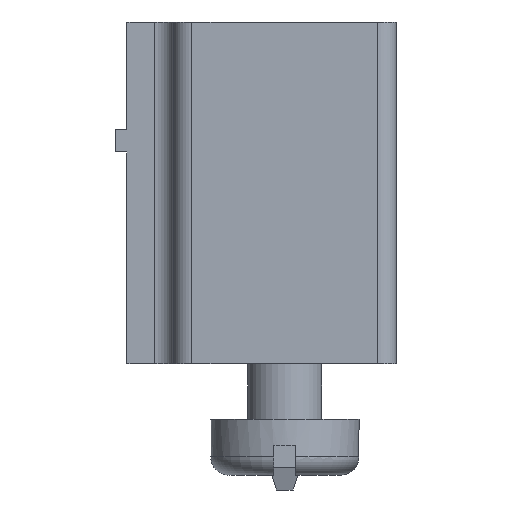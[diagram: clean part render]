
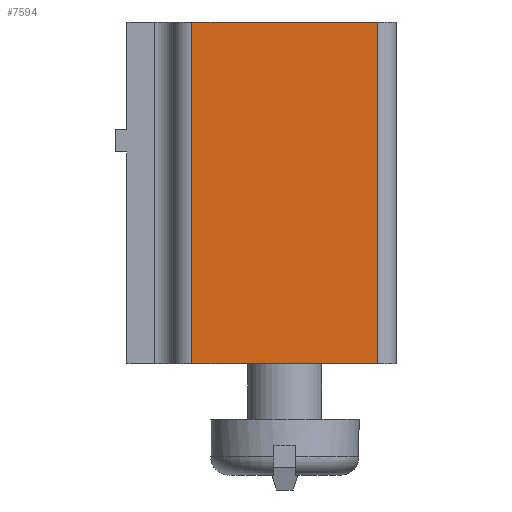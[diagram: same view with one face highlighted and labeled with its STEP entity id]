
A CAD part, left-side view. The second image highlights one B-rep face of the part: STEP entity #7594.
In plain terms, the highlighted planar face has unit normal (-1, 0, 0).
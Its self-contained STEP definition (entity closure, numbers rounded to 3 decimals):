
#44 = PLANE('',#45);
#45 = AXIS2_PLACEMENT_3D('',#46,#47,#48);
#46 = CARTESIAN_POINT('',(-7.1,-3.,0.));
#47 = DIRECTION('',(0.,0.,-1.));
#48 = DIRECTION('',(-1.,0.,0.));
#72 = CYLINDRICAL_SURFACE('',#73,0.5);
#73 = AXIS2_PLACEMENT_3D('',#74,#75,#76);
#74 = CARTESIAN_POINT('',(-6.6,-2.5,0.));
#75 = DIRECTION('',(0.,0.,1.));
#76 = DIRECTION('',(0.,-1.,0.));
#100 = PLANE('',#101);
#101 = AXIS2_PLACEMENT_3D('',#102,#103,#104);
#102 = CARTESIAN_POINT('',(-7.1,-3.,9.2));
#103 = DIRECTION('',(0.,0.,-1.));
#104 = DIRECTION('',(-1.,0.,0.));
#143 = VERTEX_POINT('',#144);
#144 = CARTESIAN_POINT('',(-7.1,-2.5,0.));
#166 = EDGE_CURVE('',#167,#143,#169,.T.);
#167 = VERTEX_POINT('',#168);
#168 = CARTESIAN_POINT('',(-7.1,2.5,0.));
#169 = SURFACE_CURVE('',#170,(#174,#181),.PCURVE_S1.);
#170 = LINE('',#171,#172);
#171 = CARTESIAN_POINT('',(-7.1,3.,0.));
#172 = VECTOR('',#173,1.);
#173 = DIRECTION('',(0.,-1.,0.));
#174 = PCURVE('',#44,#175);
#175 = DEFINITIONAL_REPRESENTATION('',(#176),#180);
#176 = LINE('',#177,#178);
#177 = CARTESIAN_POINT('',(0.,6.));
#178 = VECTOR('',#179,1.);
#179 = DIRECTION('',(0.,-1.));
#180 = ( GEOMETRIC_REPRESENTATION_CONTEXT(2)
PARAMETRIC_REPRESENTATION_CONTEXT() REPRESENTATION_CONTEXT('2D SPACE',''
) );
#181 = PCURVE('',#182,#187);
#182 = PLANE('',#183);
#183 = AXIS2_PLACEMENT_3D('',#184,#185,#186);
#184 = CARTESIAN_POINT('',(-7.1,3.,0.));
#185 = DIRECTION('',(1.,0.,0.));
#186 = DIRECTION('',(0.,-1.,0.));
#187 = DEFINITIONAL_REPRESENTATION('',(#188),#192);
#188 = LINE('',#189,#190);
#189 = CARTESIAN_POINT('',(0.,0.));
#190 = VECTOR('',#191,1.);
#191 = DIRECTION('',(1.,0.));
#192 = ( GEOMETRIC_REPRESENTATION_CONTEXT(2)
PARAMETRIC_REPRESENTATION_CONTEXT() REPRESENTATION_CONTEXT('2D SPACE',''
) );
#215 = CYLINDRICAL_SURFACE('',#216,0.5);
#216 = AXIS2_PLACEMENT_3D('',#217,#218,#219);
#217 = CARTESIAN_POINT('',(-6.6,2.5,0.));
#218 = DIRECTION('',(0.,0.,1.));
#219 = DIRECTION('',(0.,1.,0.));
#1956 = EDGE_CURVE('',#143,#1957,#1959,.T.);
#1957 = VERTEX_POINT('',#1958);
#1958 = CARTESIAN_POINT('',(-7.1,-2.5,9.2));
#1959 = SURFACE_CURVE('',#1960,(#1964,#1971),.PCURVE_S1.);
#1960 = LINE('',#1961,#1962);
#1961 = CARTESIAN_POINT('',(-7.1,-2.5,0.));
#1962 = VECTOR('',#1963,1.);
#1963 = DIRECTION('',(0.,0.,1.));
#1964 = PCURVE('',#72,#1965);
#1965 = DEFINITIONAL_REPRESENTATION('',(#1966),#1970);
#1966 = LINE('',#1967,#1968);
#1967 = CARTESIAN_POINT('',(-1.571,0.));
#1968 = VECTOR('',#1969,1.);
#1969 = DIRECTION('',(0.,1.));
#1970 = ( GEOMETRIC_REPRESENTATION_CONTEXT(2)
PARAMETRIC_REPRESENTATION_CONTEXT() REPRESENTATION_CONTEXT('2D SPACE',''
) );
#1971 = PCURVE('',#182,#1972);
#1972 = DEFINITIONAL_REPRESENTATION('',(#1973),#1977);
#1973 = LINE('',#1974,#1975);
#1974 = CARTESIAN_POINT('',(5.5,0.));
#1975 = VECTOR('',#1976,1.);
#1976 = DIRECTION('',(0.,-1.));
#1977 = ( GEOMETRIC_REPRESENTATION_CONTEXT(2)
PARAMETRIC_REPRESENTATION_CONTEXT() REPRESENTATION_CONTEXT('2D SPACE',''
) );
#2061 = EDGE_CURVE('',#2062,#1957,#2064,.T.);
#2062 = VERTEX_POINT('',#2063);
#2063 = CARTESIAN_POINT('',(-7.1,2.5,9.2));
#2064 = SURFACE_CURVE('',#2065,(#2069,#2076),.PCURVE_S1.);
#2065 = LINE('',#2066,#2067);
#2066 = CARTESIAN_POINT('',(-7.1,3.,9.2));
#2067 = VECTOR('',#2068,1.);
#2068 = DIRECTION('',(0.,-1.,0.));
#2069 = PCURVE('',#100,#2070);
#2070 = DEFINITIONAL_REPRESENTATION('',(#2071),#2075);
#2071 = LINE('',#2072,#2073);
#2072 = CARTESIAN_POINT('',(0.,6.));
#2073 = VECTOR('',#2074,1.);
#2074 = DIRECTION('',(0.,-1.));
#2075 = ( GEOMETRIC_REPRESENTATION_CONTEXT(2)
PARAMETRIC_REPRESENTATION_CONTEXT() REPRESENTATION_CONTEXT('2D SPACE',''
) );
#2076 = PCURVE('',#182,#2077);
#2077 = DEFINITIONAL_REPRESENTATION('',(#2078),#2082);
#2078 = LINE('',#2079,#2080);
#2079 = CARTESIAN_POINT('',(0.,-9.2));
#2080 = VECTOR('',#2081,1.);
#2081 = DIRECTION('',(1.,0.));
#2082 = ( GEOMETRIC_REPRESENTATION_CONTEXT(2)
PARAMETRIC_REPRESENTATION_CONTEXT() REPRESENTATION_CONTEXT('2D SPACE',''
) );
#7594 = ADVANCED_FACE('',(#7595),#182,.F.);
#7595 = FACE_BOUND('',#7596,.F.);
#7596 = EDGE_LOOP('',(#7597,#7598,#7619,#7620));
#7597 = ORIENTED_EDGE('',*,*,#166,.F.);
#7598 = ORIENTED_EDGE('',*,*,#7599,.T.);
#7599 = EDGE_CURVE('',#167,#2062,#7600,.T.);
#7600 = SURFACE_CURVE('',#7601,(#7605,#7612),.PCURVE_S1.);
#7601 = LINE('',#7602,#7603);
#7602 = CARTESIAN_POINT('',(-7.1,2.5,0.));
#7603 = VECTOR('',#7604,1.);
#7604 = DIRECTION('',(0.,0.,1.));
#7605 = PCURVE('',#182,#7606);
#7606 = DEFINITIONAL_REPRESENTATION('',(#7607),#7611);
#7607 = LINE('',#7608,#7609);
#7608 = CARTESIAN_POINT('',(0.5,0.));
#7609 = VECTOR('',#7610,1.);
#7610 = DIRECTION('',(0.,-1.));
#7611 = ( GEOMETRIC_REPRESENTATION_CONTEXT(2)
PARAMETRIC_REPRESENTATION_CONTEXT() REPRESENTATION_CONTEXT('2D SPACE',''
) );
#7612 = PCURVE('',#215,#7613);
#7613 = DEFINITIONAL_REPRESENTATION('',(#7614),#7618);
#7614 = LINE('',#7615,#7616);
#7615 = CARTESIAN_POINT('',(1.571,0.));
#7616 = VECTOR('',#7617,1.);
#7617 = DIRECTION('',(0.,1.));
#7618 = ( GEOMETRIC_REPRESENTATION_CONTEXT(2)
PARAMETRIC_REPRESENTATION_CONTEXT() REPRESENTATION_CONTEXT('2D SPACE',''
) );
#7619 = ORIENTED_EDGE('',*,*,#2061,.T.);
#7620 = ORIENTED_EDGE('',*,*,#1956,.F.);
